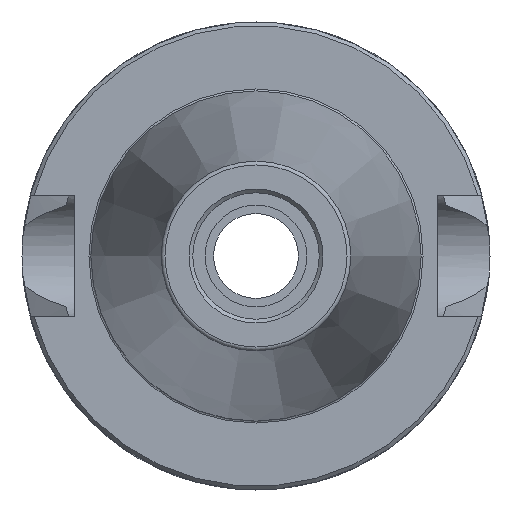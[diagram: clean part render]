
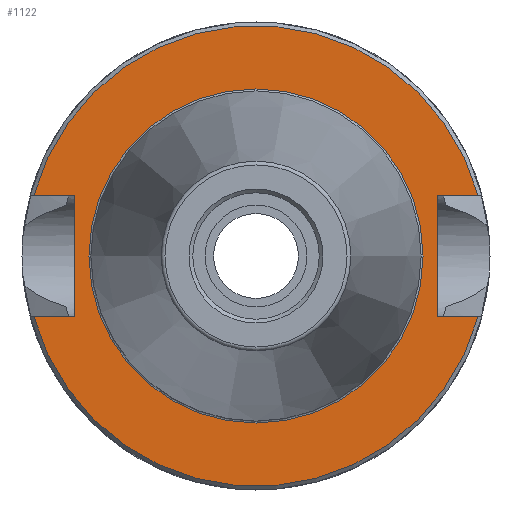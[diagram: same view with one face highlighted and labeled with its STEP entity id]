
A CAD part, left-side view. The second image highlights one B-rep face of the part: STEP entity #1122.
In plain terms, the highlighted planar face has unit normal (-1, 0, 0).
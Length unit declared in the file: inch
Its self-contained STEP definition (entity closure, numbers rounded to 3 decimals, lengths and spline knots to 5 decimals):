
#116=FACE_BOUND('',#280,.T.);
#133=PLANE('',#1271);
#194=FACE_OUTER_BOUND('',#279,.T.);
#279=EDGE_LOOP('',(#981,#982,#983,#984,#985,#986,#987,#988));
#280=EDGE_LOOP('',(#989));
#326=LINE('',#1819,#387);
#332=LINE('',#1832,#393);
#334=LINE('',#1844,#395);
#336=LINE('',#1906,#397);
#342=LINE('',#1919,#403);
#345=LINE('',#1933,#406);
#387=VECTOR('',#1493,39.37008);
#393=VECTOR('',#1501,39.37008);
#395=VECTOR('',#1505,39.37008);
#397=VECTOR('',#1513,39.37008);
#403=VECTOR('',#1521,39.37008);
#406=VECTOR('',#1526,39.37008);
#460=CIRCLE('',#1244,0.885);
#473=CIRCLE('',#1266,1.22);
#476=CIRCLE('',#1270,1.22);
#537=VERTEX_POINT('',#1813);
#538=VERTEX_POINT('',#1818);
#543=VERTEX_POINT('',#1829);
#544=VERTEX_POINT('',#1831);
#555=VERTEX_POINT('',#1900);
#556=VERTEX_POINT('',#1905);
#561=VERTEX_POINT('',#1916);
#562=VERTEX_POINT('',#1918);
#572=VERTEX_POINT('',#1985);
#661=EDGE_CURVE('',#537,#538,#326,.T.);
#667=EDGE_CURVE('',#543,#544,#332,.T.);
#671=EDGE_CURVE('',#538,#543,#334,.T.);
#682=EDGE_CURVE('',#556,#555,#336,.T.);
#688=EDGE_CURVE('',#562,#561,#342,.T.);
#693=EDGE_CURVE('',#556,#561,#345,.T.);
#703=EDGE_CURVE('',#572,#572,#460,.T.);
#721=EDGE_CURVE('',#537,#562,#473,.T.);
#724=EDGE_CURVE('',#555,#544,#476,.T.);
#981=ORIENTED_EDGE('',*,*,#667,.F.);
#982=ORIENTED_EDGE('',*,*,#671,.F.);
#983=ORIENTED_EDGE('',*,*,#661,.F.);
#984=ORIENTED_EDGE('',*,*,#721,.T.);
#985=ORIENTED_EDGE('',*,*,#688,.T.);
#986=ORIENTED_EDGE('',*,*,#693,.F.);
#987=ORIENTED_EDGE('',*,*,#682,.T.);
#988=ORIENTED_EDGE('',*,*,#724,.T.);
#989=ORIENTED_EDGE('',*,*,#703,.T.);
#1122=ADVANCED_FACE('',(#194,#116),#133,.F.);
#1244=AXIS2_PLACEMENT_3D('',#1986,#1540,#1541);
#1266=AXIS2_PLACEMENT_3D('',#2023,#1589,#1590);
#1270=AXIS2_PLACEMENT_3D('',#2027,#1597,#1598);
#1271=AXIS2_PLACEMENT_3D('',#2028,#1599,#1600);
#1493=DIRECTION('',(0.,-1.,0.));
#1501=DIRECTION('',(0.,1.,0.));
#1505=DIRECTION('',(0.,0.,1.));
#1513=DIRECTION('',(0.,-1.,0.));
#1521=DIRECTION('',(0.,1.,0.));
#1526=DIRECTION('',(0.,0.,-1.));
#1540=DIRECTION('center_axis',(1.,0.,0.));
#1541=DIRECTION('ref_axis',(0.,1.,0.));
#1589=DIRECTION('center_axis',(-1.,0.,0.));
#1590=DIRECTION('ref_axis',(0.,1.,0.));
#1597=DIRECTION('center_axis',(-1.,0.,0.));
#1598=DIRECTION('ref_axis',(0.,1.,0.));
#1599=DIRECTION('center_axis',(1.,0.,0.));
#1600=DIRECTION('ref_axis',(0.,1.,0.));
#1813=CARTESIAN_POINT('',(0.04,1.1766,-0.3225));
#1818=CARTESIAN_POINT('',(0.04,0.96,-0.3225));
#1819=CARTESIAN_POINT('',(0.04,0.875,-0.3225));
#1829=CARTESIAN_POINT('',(0.04,0.96,0.3225));
#1831=CARTESIAN_POINT('',(0.04,1.1766,0.3225));
#1832=CARTESIAN_POINT('',(0.04,0.875,0.3225));
#1844=CARTESIAN_POINT('',(0.04,0.96,0.));
#1900=CARTESIAN_POINT('',(0.04,-1.1766,0.3225));
#1905=CARTESIAN_POINT('',(0.04,-0.96,0.3225));
#1906=CARTESIAN_POINT('',(0.04,0.875,0.3225));
#1916=CARTESIAN_POINT('',(0.04,-0.96,-0.3225));
#1918=CARTESIAN_POINT('',(0.04,-1.1766,-0.3225));
#1919=CARTESIAN_POINT('',(0.04,0.875,-0.3225));
#1933=CARTESIAN_POINT('',(0.04,-0.96,0.));
#1985=CARTESIAN_POINT('',(0.04,-0.885,0.));
#1986=CARTESIAN_POINT('Origin',(0.04,0.,0.));
#2023=CARTESIAN_POINT('Origin',(0.04,0.,0.));
#2027=CARTESIAN_POINT('Origin',(0.04,0.,0.));
#2028=CARTESIAN_POINT('Origin',(0.04,0.875,0.));
